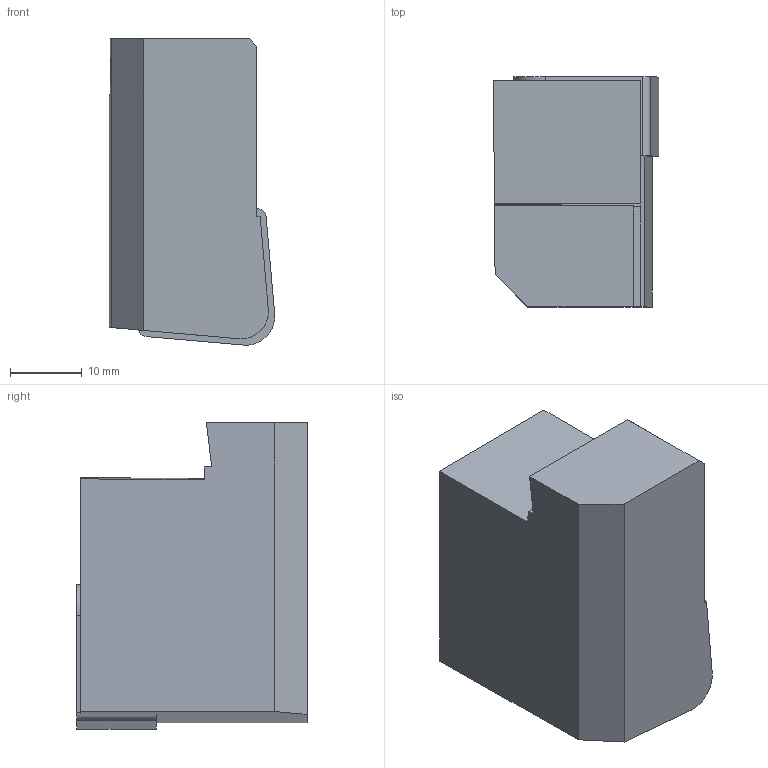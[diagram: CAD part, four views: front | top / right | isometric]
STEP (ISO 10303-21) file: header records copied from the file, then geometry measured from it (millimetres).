
FILE_DESCRIPTION(/* description */ (''),/* implementation_level */ '2;1');
FILE_NAME(/* name */ '1591348770877.stp',/* time_stamp */ '2020-06-05T14:49:49+05:00',/* author */ (''),/* organization */ ('SMS'),/* preprocessor_version */ 'ST-DEVELOPER v16.7',/* originating_system */ 'SIEMENS PLM Software NX 12.0',/* authorisation */ '');
FILE_SCHEMA (('AUTOMOTIVE_DESIGN { 1 0 10303 214 3 1 1 1 }'));
Length unit declared in the file: millimetre
Products named in the file (4): ASSEMBLY_CONSTRUCTION; 201725815mod000_00; 202961020mod000_00; 202961019mod000_00
Assembly tree (3 placements, depth 2):
  202961019mod000_00
    202961020mod000_00
    201725815mod000_00
    ASSEMBLY_CONSTRUCTION
Bounding box: 22.98 x 32 x 42.58 mm (x, y, z)
Volume: 24116.9 mm3; surface area: 6682.1 mm2
Topology: 2 solids, 2 shells, 30 faces, 79 edges, 60 vertices
Faces by surface type: plane 23, cylinder 7
Entity records: 1136 total; most frequent: CARTESIAN_POINT 202, DIRECTION 172, ORIENTED_EDGE 156, EDGE_CURVE 78, LINE 64, VECTOR 64, AXIS2_PLACEMENT_3D 54, VERTEX_POINT 52
